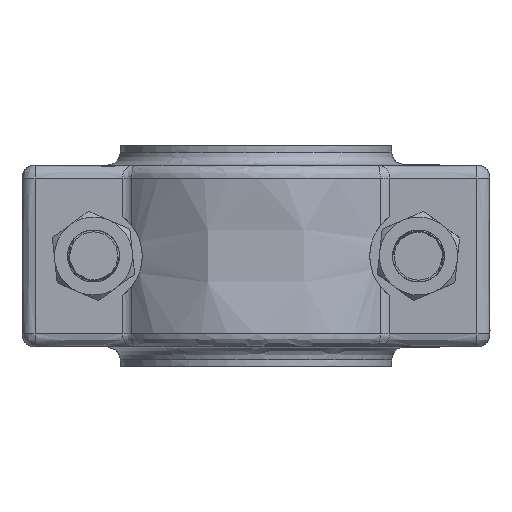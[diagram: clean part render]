
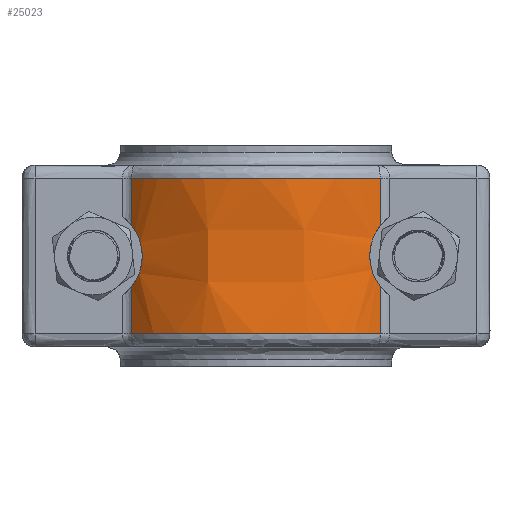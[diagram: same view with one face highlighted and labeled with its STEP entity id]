
A CAD part, front view. The second image highlights one B-rep face of the part: STEP entity #25023.
In plain terms, the highlighted free-form (B-spline) face has degree [3, 3] with [4, 4] control points.
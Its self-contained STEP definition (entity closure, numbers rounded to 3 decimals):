
#25023 = ADVANCED_FACE('',(#25024),#25100,.T.);
#25024 = FACE_BOUND('',#25025,.T.);
#25025 = EDGE_LOOP('',(#25026,#25043,#25050,#25058,#25065,#25080,#25087,
    #25095));
#25026 = ORIENTED_EDGE('',*,*,#25027,.T.);
#25027 = EDGE_CURVE('',#25028,#25030,#25032,.T.);
#25028 = VERTEX_POINT('',#25029);
#25029 = CARTESIAN_POINT('',(-26.523,-159.907,
    6.427));
#25030 = VERTEX_POINT('',#25031);
#25031 = CARTESIAN_POINT('',(-26.523,-159.907,
    -6.427));
#25032 = B_SPLINE_CURVE_WITH_KNOTS('',3,(#25033,#25034,#25035,#25036,
    #25037,#25038,#25039,#25040,#25041,#25042),.UNSPECIFIED.,.F.,.F.,(4,
    2,2,2,4),(0.,0.25,0.5,0.75,1.),.UNSPECIFIED.);
#25033 = CARTESIAN_POINT('',(-26.523,-159.907,
    6.427));
#25034 = CARTESIAN_POINT('',(-25.887,-160.595,
    5.616));
#25035 = CARTESIAN_POINT('',(-25.324,-161.15,
    4.647));
#25036 = CARTESIAN_POINT('',(-24.526,-161.912,
    2.441));
#25037 = CARTESIAN_POINT('',(-24.302,-162.111,
    1.213));
#25038 = CARTESIAN_POINT('',(-24.305,-162.109,
    -1.231));
#25039 = CARTESIAN_POINT('',(-24.531,-161.907,
    -2.457));
#25040 = CARTESIAN_POINT('',(-25.326,-161.148,
    -4.649));
#25041 = CARTESIAN_POINT('',(-25.887,-160.595,
    -5.617));
#25042 = CARTESIAN_POINT('',(-26.523,-159.907,
    -6.427));
#25043 = ORIENTED_EDGE('',*,*,#25044,.T.);
#25044 = EDGE_CURVE('',#25030,#25045,#25047,.T.);
#25045 = VERTEX_POINT('',#25046);
#25046 = CARTESIAN_POINT('',(-26.523,-159.907,
    -16.665));
#25047 = B_SPLINE_CURVE_WITH_KNOTS('',1,(#25048,#25049),.UNSPECIFIED.,
  .F.,.F.,(2,2),(0.,7.372),.PIECEWISE_BEZIER_KNOTS.);
#25048 = CARTESIAN_POINT('',(-26.523,-159.907,
    -6.427));
#25049 = CARTESIAN_POINT('',(-26.523,-159.907,
    -16.665));
#25050 = ORIENTED_EDGE('',*,*,#25051,.T.);
#25051 = EDGE_CURVE('',#25045,#25052,#25054,.T.);
#25052 = VERTEX_POINT('',#25053);
#25053 = CARTESIAN_POINT('',(26.523,-159.907,
    -16.665));
#25054 = ( BOUNDED_CURVE() B_SPLINE_CURVE(2,(#25055,#25056,#25057),
.UNSPECIFIED.,.F.,.F.) B_SPLINE_CURVE_WITH_KNOTS((3,3),(3.887,
5.537),.PIECEWISE_BEZIER_KNOTS.) CURVE() 
GEOMETRIC_REPRESENTATION_ITEM() RATIONAL_B_SPLINE_CURVE((1.,
0.679,1.)) REPRESENTATION_ITEM('') );
#25055 = CARTESIAN_POINT('',(-26.523,-159.907,
    -16.665));
#25056 = CARTESIAN_POINT('',(0.,-188.617,
    -16.665));
#25057 = CARTESIAN_POINT('',(26.523,-159.907,
    -16.665));
#25058 = ORIENTED_EDGE('',*,*,#25059,.T.);
#25059 = EDGE_CURVE('',#25052,#25060,#25062,.T.);
#25060 = VERTEX_POINT('',#25061);
#25061 = CARTESIAN_POINT('',(26.523,-159.907,
    -6.427));
#25062 = B_SPLINE_CURVE_WITH_KNOTS('',1,(#25063,#25064),.UNSPECIFIED.,
  .F.,.F.,(2,2),(0.,7.372),.PIECEWISE_BEZIER_KNOTS.);
#25063 = CARTESIAN_POINT('',(26.523,-159.907,
    -16.665));
#25064 = CARTESIAN_POINT('',(26.523,-159.907,
    -6.427));
#25065 = ORIENTED_EDGE('',*,*,#25066,.T.);
#25066 = EDGE_CURVE('',#25060,#25067,#25069,.T.);
#25067 = VERTEX_POINT('',#25068);
#25068 = CARTESIAN_POINT('',(26.523,-159.907,
    6.427));
#25069 = B_SPLINE_CURVE_WITH_KNOTS('',3,(#25070,#25071,#25072,#25073,
    #25074,#25075,#25076,#25077,#25078,#25079),.UNSPECIFIED.,.F.,.F.,(4,
    2,2,2,4),(0.,0.25,0.5,0.75,1.),.UNSPECIFIED.);
#25070 = CARTESIAN_POINT('',(26.523,-159.907,
    -6.427));
#25071 = CARTESIAN_POINT('',(25.887,-160.595,
    -5.616));
#25072 = CARTESIAN_POINT('',(25.324,-161.15,
    -4.647));
#25073 = CARTESIAN_POINT('',(24.526,-161.912,
    -2.441));
#25074 = CARTESIAN_POINT('',(24.302,-162.111,
    -1.213));
#25075 = CARTESIAN_POINT('',(24.305,-162.109,
    1.231));
#25076 = CARTESIAN_POINT('',(24.531,-161.907,
    2.457));
#25077 = CARTESIAN_POINT('',(25.326,-161.148,
    4.649));
#25078 = CARTESIAN_POINT('',(25.887,-160.595,
    5.617));
#25079 = CARTESIAN_POINT('',(26.523,-159.907,
    6.427));
#25080 = ORIENTED_EDGE('',*,*,#25081,.T.);
#25081 = EDGE_CURVE('',#25067,#25082,#25084,.T.);
#25082 = VERTEX_POINT('',#25083);
#25083 = CARTESIAN_POINT('',(26.523,-159.907,
    16.665));
#25084 = B_SPLINE_CURVE_WITH_KNOTS('',1,(#25085,#25086),.UNSPECIFIED.,
  .F.,.F.,(2,2),(0.,7.372),.PIECEWISE_BEZIER_KNOTS.);
#25085 = CARTESIAN_POINT('',(26.523,-159.907,
    6.427));
#25086 = CARTESIAN_POINT('',(26.523,-159.907,
    16.665));
#25087 = ORIENTED_EDGE('',*,*,#25088,.T.);
#25088 = EDGE_CURVE('',#25082,#25089,#25091,.T.);
#25089 = VERTEX_POINT('',#25090);
#25090 = CARTESIAN_POINT('',(-26.523,-159.907,
    16.665));
#25091 = ( BOUNDED_CURVE() B_SPLINE_CURVE(2,(#25092,#25093,#25094),
.UNSPECIFIED.,.F.,.F.) B_SPLINE_CURVE_WITH_KNOTS((3,3),(
0.,1.65),.PIECEWISE_BEZIER_KNOTS.) CURVE() 
GEOMETRIC_REPRESENTATION_ITEM() RATIONAL_B_SPLINE_CURVE((1.,
0.679,1.)) REPRESENTATION_ITEM('') );
#25092 = CARTESIAN_POINT('',(26.523,-159.907,
    16.665));
#25093 = CARTESIAN_POINT('',(0.,-188.617,
    16.665));
#25094 = CARTESIAN_POINT('',(-26.523,-159.907,
    16.665));
#25095 = ORIENTED_EDGE('',*,*,#25096,.T.);
#25096 = EDGE_CURVE('',#25089,#25028,#25097,.T.);
#25097 = B_SPLINE_CURVE_WITH_KNOTS('',1,(#25098,#25099),.UNSPECIFIED.,
  .F.,.F.,(2,2),(0.,7.372),.PIECEWISE_BEZIER_KNOTS.);
#25098 = CARTESIAN_POINT('',(-26.523,-159.907,
    16.665));
#25099 = CARTESIAN_POINT('',(-26.523,-159.907,
    6.427));
#25100 = ( BOUNDED_SURFACE() B_SPLINE_SURFACE(3,3,(
    (#25101,#25102,#25103,#25104)
    ,(#25105,#25106,#25107,#25108)
    ,(#25109,#25110,#25111,#25112)
    ,(#25113,#25114,#25115,#25116
)),.UNSPECIFIED.,.F.,.F.,.F.) B_SPLINE_SURFACE_WITH_KNOTS((4,4),(4,4),(
    0.,1.),(0.,1.),.PIECEWISE_BEZIER_KNOTS.) 
GEOMETRIC_REPRESENTATION_ITEM() RATIONAL_B_SPLINE_SURFACE((
    (1.,1.,1.,1.)
    ,(0.786,0.786,0.786,0.786)
    ,(0.786,0.786,0.786,0.786)
,(1.,1.,1.,1.))) REPRESENTATION_ITEM('') SURFACE() );
#25101 = CARTESIAN_POINT('',(26.523,-159.907,
    16.665));
#25102 = CARTESIAN_POINT('',(26.523,-159.907,
    5.555));
#25103 = CARTESIAN_POINT('',(26.523,-159.907,
    -5.555));
#25104 = CARTESIAN_POINT('',(26.523,-159.907,
    -16.665));
#25105 = CARTESIAN_POINT('',(11.252,-176.437,
    16.665));
#25106 = CARTESIAN_POINT('',(11.252,-176.437,
    5.555));
#25107 = CARTESIAN_POINT('',(11.252,-176.437,
    -5.555));
#25108 = CARTESIAN_POINT('',(11.252,-176.437,
    -16.665));
#25109 = CARTESIAN_POINT('',(-11.252,-176.437,
    16.665));
#25110 = CARTESIAN_POINT('',(-11.252,-176.437,
    5.555));
#25111 = CARTESIAN_POINT('',(-11.252,-176.437,
    -5.555));
#25112 = CARTESIAN_POINT('',(-11.252,-176.437,
    -16.665));
#25113 = CARTESIAN_POINT('',(-26.523,-159.907,
    16.665));
#25114 = CARTESIAN_POINT('',(-26.523,-159.907,
    5.555));
#25115 = CARTESIAN_POINT('',(-26.523,-159.907,
    -5.555));
#25116 = CARTESIAN_POINT('',(-26.523,-159.907,
    -16.665));
